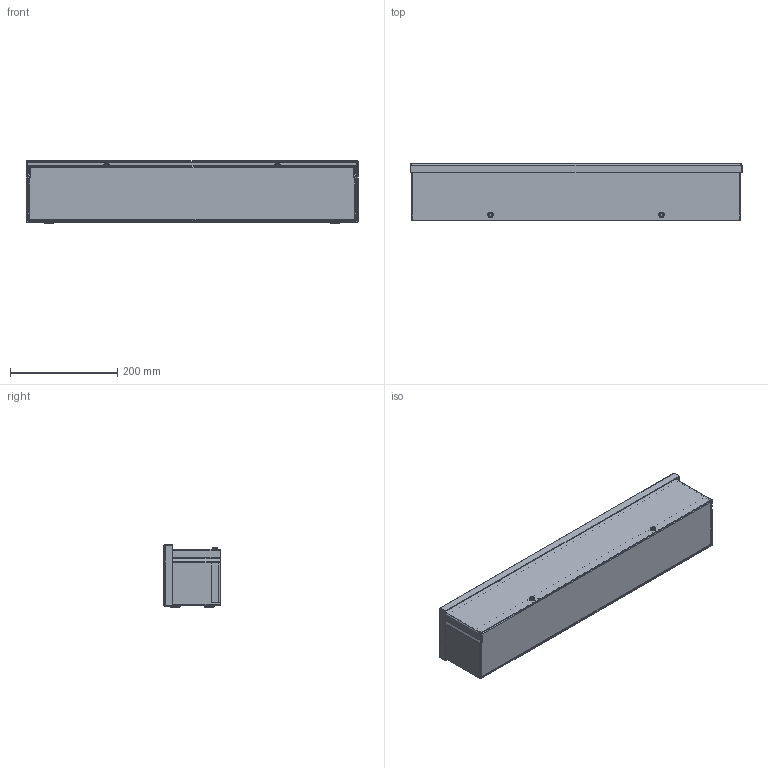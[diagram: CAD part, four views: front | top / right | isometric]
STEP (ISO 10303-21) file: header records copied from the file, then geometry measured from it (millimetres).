
FILE_DESCRIPTION(/* description */ ('RSCG, NK, NEMA 3R, CS, BLR, 4X4X24'),/* implementation_level */ '2;1');
FILE_NAME(/* name */ 'RSCG040424NK.stp',/* time_stamp */ '2015-07-02T15:45:10+05:00',/* author */ ('vdas'),/* organization */ (''),/* preprocessor_version */ 'ST-DEVELOPER v15.2',/* originating_system */ 'Autodesk Inventor 2014',/* authorisation */ '');
FILE_SCHEMA (('AUTOMOTIVE_DESIGN { 1 0 10303 214 3 1 1 }'));
Length unit declared in the file: inch
Products named in the file (8): RSCG040424NKBLR; RSCG0424NKBTM; RSCG0424NKCAP; RSCG24NKSTRAP; RSCG0424NKLID; 31813; HFW372196; RSCG040424NK
Bounding box: 619.12 x 104.76 x 115.9 mm (x, y, z)
Volume: 545662.8 mm3; surface area: 707222.9 mm2
Topology: 9 solids, 9 shells, 430 faces, 1082 edges, 684 vertices
Faces by surface type: plane 220, cylinder 124, cone 36, torus 28, bspline 22
Full cylindrical faces by diameter (mm): 3.68 x4, 4.826 x32, 6.35 x4, 7.144 x4, 7.925 x2, 10.516 x2
Entity records: 13718 total; most frequent: CARTESIAN_POINT 5473, ORIENTED_EDGE 1604, DIRECTION 1560, EDGE_CURVE 802, AXIS2_PLACEMENT_3D 555, VERTEX_POINT 523, LINE 450, VECTOR 450
